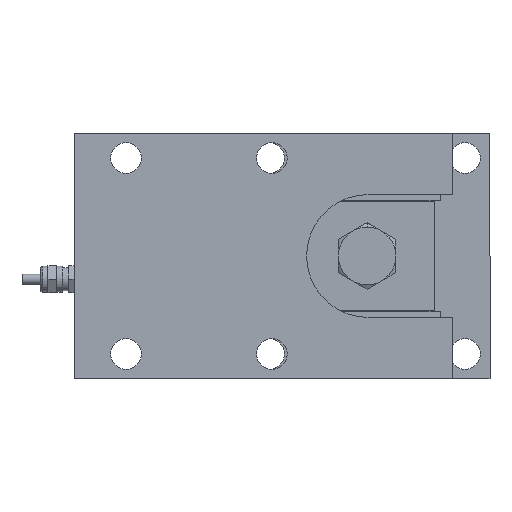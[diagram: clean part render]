
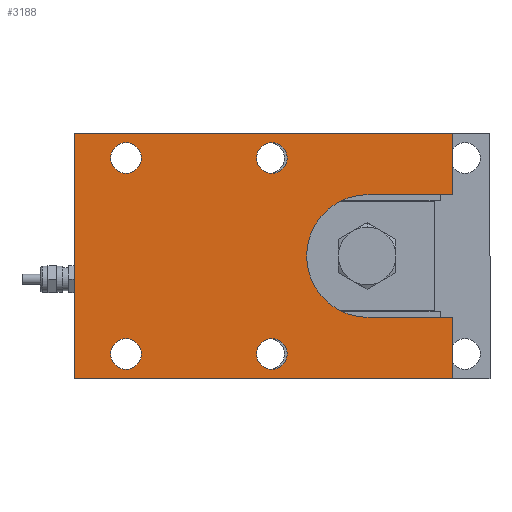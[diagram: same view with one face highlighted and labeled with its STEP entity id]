
A CAD part, front view. The second image highlights one B-rep face of the part: STEP entity #3188.
In plain terms, the highlighted planar face has unit normal (0, -1, 0).
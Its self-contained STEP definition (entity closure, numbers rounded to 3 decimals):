
#7 = DIRECTION ( 'NONE',  ( 0., 1., 0. ) ) ;
#80 = VECTOR ( 'NONE', #3588, 1000. ) ;
#85 = CARTESIAN_POINT ( 'NONE',  ( 102.9, 0., 43. ) ) ;
#86 = ORIENTED_EDGE ( 'NONE', *, *, #801, .F. ) ;
#285 = CIRCLE ( 'NONE', #4241, 8. ) ;
#292 = CIRCLE ( 'NONE', #3771, 8. ) ;
#297 = AXIS2_PLACEMENT_3D ( 'NONE', #2944, #1075, #2977 ) ;
#353 = DIRECTION ( 'NONE',  ( 0., 1., 0. ) ) ;
#371 = EDGE_LOOP ( 'NONE', ( #5401, #4809 ) ) ;
#399 = CARTESIAN_POINT ( 'NONE',  ( 102.9, 0., 51. ) ) ;
#438 = DIRECTION ( 'NONE',  ( 0., 0., 1. ) ) ;
#542 = CARTESIAN_POINT ( 'NONE',  ( 197., 0., 32. ) ) ;
#674 = VECTOR ( 'NONE', #2747, 1000. ) ;
#711 = EDGE_CURVE ( 'NONE', #4476, #1779, #292, .T. ) ;
#726 = LINE ( 'NONE', #2637, #5314 ) ;
#764 = CIRCLE ( 'NONE', #976, 8. ) ;
#801 = EDGE_CURVE ( 'NONE', #3206, #4613, #6141, .T. ) ;
#811 = DIRECTION ( 'NONE',  ( 0., 1., 0. ) ) ;
#822 = DIRECTION ( 'NONE',  ( 0., 0., -1. ) ) ;
#976 = AXIS2_PLACEMENT_3D ( 'NONE', #3673, #1428, #4779 ) ;
#983 = AXIS2_PLACEMENT_3D ( 'NONE', #399, #811, #1745 ) ;
#1001 = EDGE_LOOP ( 'NONE', ( #3122, #1699 ) ) ;
#1019 = LINE ( 'NONE', #3354, #2352 ) ;
#1075 = DIRECTION ( 'NONE',  ( 0., -1., 0. ) ) ;
#1112 = CARTESIAN_POINT ( 'NONE',  ( 0., 0., -64. ) ) ;
#1193 = CARTESIAN_POINT ( 'NONE',  ( 0., 0., -64. ) ) ;
#1250 = CARTESIAN_POINT ( 'NONE',  ( 153., 0., 32. ) ) ;
#1309 = VERTEX_POINT ( 'NONE', #6014 ) ;
#1341 = DIRECTION ( 'NONE',  ( 0., 0., 1. ) ) ;
#1428 = DIRECTION ( 'NONE',  ( 0., 1., 0. ) ) ;
#1439 = DIRECTION ( 'NONE',  ( 0., 0., 1. ) ) ;
#1470 = DIRECTION ( 'NONE',  ( 0., 1., 0. ) ) ;
#1540 = DIRECTION ( 'NONE',  ( 1., 0., 0. ) ) ;
#1545 = ORIENTED_EDGE ( 'NONE', *, *, #4524, .F. ) ;
#1576 = LINE ( 'NONE', #1636, #4526 ) ;
#1597 = LINE ( 'NONE', #1193, #80 ) ;
#1636 = CARTESIAN_POINT ( 'NONE',  ( 197., 0., -32. ) ) ;
#1699 = ORIENTED_EDGE ( 'NONE', *, *, #5867, .T. ) ;
#1716 = FACE_BOUND ( 'NONE', #5763, .T. ) ;
#1733 = DIRECTION ( 'NONE',  ( 0., 0., 1. ) ) ;
#1745 = DIRECTION ( 'NONE',  ( 0., 0., 1. ) ) ;
#1779 = VERTEX_POINT ( 'NONE', #1911 ) ;
#1792 = EDGE_CURVE ( 'NONE', #2930, #5903, #2180, .T. ) ;
#1911 = CARTESIAN_POINT ( 'NONE',  ( 102.9, 0., -59. ) ) ;
#2072 = EDGE_CURVE ( 'NONE', #2182, #1309, #2782, .T. ) ;
#2103 = ORIENTED_EDGE ( 'NONE', *, *, #711, .T. ) ;
#2126 = VERTEX_POINT ( 'NONE', #2599 ) ;
#2180 = CIRCLE ( 'NONE', #2878, 8. ) ;
#2182 = VERTEX_POINT ( 'NONE', #3493 ) ;
#2190 = FACE_BOUND ( 'NONE', #4389, .T. ) ;
#2226 = EDGE_CURVE ( 'NONE', #4984, #3111, #1597, .T. ) ;
#2251 = FACE_BOUND ( 'NONE', #1001, .T. ) ;
#2260 = VERTEX_POINT ( 'NONE', #2954 ) ;
#2315 = FACE_OUTER_BOUND ( 'NONE', #4669, .T. ) ;
#2342 = CARTESIAN_POINT ( 'NONE',  ( 102.9, 0., -43. ) ) ;
#2352 = VECTOR ( 'NONE', #4744, 1000. ) ;
#2450 = CARTESIAN_POINT ( 'NONE',  ( 102.9, 0., -51. ) ) ;
#2460 = EDGE_CURVE ( 'NONE', #5616, #3361, #4261, .T. ) ;
#2507 = ORIENTED_EDGE ( 'NONE', *, *, #3200, .T. ) ;
#2565 = VERTEX_POINT ( 'NONE', #2854 ) ;
#2599 = CARTESIAN_POINT ( 'NONE',  ( 197., 0., -32. ) ) ;
#2637 = CARTESIAN_POINT ( 'NONE',  ( 197., 0., -64. ) ) ;
#2685 = AXIS2_PLACEMENT_3D ( 'NONE', #3294, #5174, #2826 ) ;
#2747 = DIRECTION ( 'NONE',  ( -1., 0., 0. ) ) ;
#2770 = CARTESIAN_POINT ( 'NONE',  ( 27., 0., -51. ) ) ;
#2782 = CIRCLE ( 'NONE', #5929, 8. ) ;
#2826 = DIRECTION ( 'NONE',  ( 0., 0., 1. ) ) ;
#2854 = CARTESIAN_POINT ( 'NONE',  ( 197., 0., 64. ) ) ;
#2878 = AXIS2_PLACEMENT_3D ( 'NONE', #3837, #7, #438 ) ;
#2899 = DIRECTION ( 'NONE',  ( 0., 0., -1. ) ) ;
#2928 = LINE ( 'NONE', #542, #5999 ) ;
#2930 = VERTEX_POINT ( 'NONE', #85 ) ;
#2935 = CARTESIAN_POINT ( 'NONE',  ( 27., 0., -51. ) ) ;
#2944 = CARTESIAN_POINT ( 'NONE',  ( 153., 0., 0. ) ) ;
#2954 = CARTESIAN_POINT ( 'NONE',  ( 197., 0., -64. ) ) ;
#2958 = CARTESIAN_POINT ( 'NONE',  ( 197., 0., 64. ) ) ;
#2977 = DIRECTION ( 'NONE',  ( 0., 0., 1. ) ) ;
#2982 = CIRCLE ( 'NONE', #2685, 8. ) ;
#3111 = VERTEX_POINT ( 'NONE', #5863 ) ;
#3122 = ORIENTED_EDGE ( 'NONE', *, *, #2460, .T. ) ;
#3186 = CARTESIAN_POINT ( 'NONE',  ( 153., 0., 0. ) ) ;
#3188 = ADVANCED_FACE ( 'NONE', ( #5985, #1716, #2190, #2251, #2315 ), #4667, .F. ) ;
#3196 = ORIENTED_EDGE ( 'NONE', *, *, #3253, .F. ) ;
#3200 = EDGE_CURVE ( 'NONE', #5903, #2930, #6119, .T. ) ;
#3206 = VERTEX_POINT ( 'NONE', #3241 ) ;
#3241 = CARTESIAN_POINT ( 'NONE',  ( 153., 0., 32. ) ) ;
#3253 = EDGE_CURVE ( 'NONE', #6111, #3206, #5095, .T. ) ;
#3294 = CARTESIAN_POINT ( 'NONE',  ( 102.9, 0., -51. ) ) ;
#3354 = CARTESIAN_POINT ( 'NONE',  ( 0., 0., -64. ) ) ;
#3361 = VERTEX_POINT ( 'NONE', #3758 ) ;
#3485 = CARTESIAN_POINT ( 'NONE',  ( 153., 0., -32. ) ) ;
#3493 = CARTESIAN_POINT ( 'NONE',  ( 27., 0., -43. ) ) ;
#3576 = ORIENTED_EDGE ( 'NONE', *, *, #4934, .F. ) ;
#3588 = DIRECTION ( 'NONE',  ( 0., 0., 1. ) ) ;
#3591 = EDGE_CURVE ( 'NONE', #1309, #2182, #285, .T. ) ;
#3615 = DIRECTION ( 'NONE',  ( 0., 1., 0. ) ) ;
#3673 = CARTESIAN_POINT ( 'NONE',  ( 27., 0., 51. ) ) ;
#3758 = CARTESIAN_POINT ( 'NONE',  ( 27., 0., 43. ) ) ;
#3762 = EDGE_CURVE ( 'NONE', #1779, #4476, #2982, .T. ) ;
#3771 = AXIS2_PLACEMENT_3D ( 'NONE', #2450, #3615, #3927 ) ;
#3837 = CARTESIAN_POINT ( 'NONE',  ( 102.9, 0., 51. ) ) ;
#3927 = DIRECTION ( 'NONE',  ( 0., 0., 1. ) ) ;
#3956 = EDGE_CURVE ( 'NONE', #2126, #2260, #726, .T. ) ;
#4126 = VECTOR ( 'NONE', #5184, 1000. ) ;
#4190 = CARTESIAN_POINT ( 'NONE',  ( 197., 0., 32. ) ) ;
#4194 = DIRECTION ( 'NONE',  ( 0., 1., 0. ) ) ;
#4218 = CARTESIAN_POINT ( 'NONE',  ( 102.9, 0., 59. ) ) ;
#4241 = AXIS2_PLACEMENT_3D ( 'NONE', #2770, #5059, #5087 ) ;
#4261 = CIRCLE ( 'NONE', #5051, 8. ) ;
#4357 = ORIENTED_EDGE ( 'NONE', *, *, #4486, .F. ) ;
#4389 = EDGE_LOOP ( 'NONE', ( #2507, #5668 ) ) ;
#4448 = ORIENTED_EDGE ( 'NONE', *, *, #3956, .F. ) ;
#4476 = VERTEX_POINT ( 'NONE', #2342 ) ;
#4486 = EDGE_CURVE ( 'NONE', #2565, #6111, #2928, .T. ) ;
#4524 = EDGE_CURVE ( 'NONE', #3111, #2565, #4844, .T. ) ;
#4526 = VECTOR ( 'NONE', #1540, 1000. ) ;
#4593 = CARTESIAN_POINT ( 'NONE',  ( 27., 0., 51. ) ) ;
#4613 = VERTEX_POINT ( 'NONE', #3485 ) ;
#4667 = PLANE ( 'NONE',  #5723 ) ;
#4669 = EDGE_LOOP ( 'NONE', ( #4448, #3576, #86, #3196, #4357, #1545, #5637, #5562 ) ) ;
#4708 = ORIENTED_EDGE ( 'NONE', *, *, #3762, .T. ) ;
#4744 = DIRECTION ( 'NONE',  ( -1., 0., 0. ) ) ;
#4779 = DIRECTION ( 'NONE',  ( 0., 0., 1. ) ) ;
#4809 = ORIENTED_EDGE ( 'NONE', *, *, #3591, .T. ) ;
#4822 = EDGE_CURVE ( 'NONE', #2260, #4984, #1019, .T. ) ;
#4844 = LINE ( 'NONE', #2958, #4126 ) ;
#4934 = EDGE_CURVE ( 'NONE', #4613, #2126, #1576, .T. ) ;
#4978 = CARTESIAN_POINT ( 'NONE',  ( 27., 0., 59. ) ) ;
#4984 = VERTEX_POINT ( 'NONE', #1112 ) ;
#5051 = AXIS2_PLACEMENT_3D ( 'NONE', #4593, #353, #1733 ) ;
#5059 = DIRECTION ( 'NONE',  ( 0., 1., 0. ) ) ;
#5087 = DIRECTION ( 'NONE',  ( 0., 0., 1. ) ) ;
#5095 = LINE ( 'NONE', #1250, #674 ) ;
#5174 = DIRECTION ( 'NONE',  ( 0., 1., 0. ) ) ;
#5184 = DIRECTION ( 'NONE',  ( 1., 0., 0. ) ) ;
#5314 = VECTOR ( 'NONE', #822, 1000. ) ;
#5401 = ORIENTED_EDGE ( 'NONE', *, *, #2072, .T. ) ;
#5562 = ORIENTED_EDGE ( 'NONE', *, *, #4822, .F. ) ;
#5616 = VERTEX_POINT ( 'NONE', #4978 ) ;
#5637 = ORIENTED_EDGE ( 'NONE', *, *, #2226, .F. ) ;
#5668 = ORIENTED_EDGE ( 'NONE', *, *, #1792, .T. ) ;
#5723 = AXIS2_PLACEMENT_3D ( 'NONE', #3186, #4194, #1341 ) ;
#5763 = EDGE_LOOP ( 'NONE', ( #2103, #4708 ) ) ;
#5863 = CARTESIAN_POINT ( 'NONE',  ( 0., 0., 64. ) ) ;
#5867 = EDGE_CURVE ( 'NONE', #3361, #5616, #764, .T. ) ;
#5903 = VERTEX_POINT ( 'NONE', #4218 ) ;
#5929 = AXIS2_PLACEMENT_3D ( 'NONE', #2935, #1470, #1439 ) ;
#5985 = FACE_BOUND ( 'NONE', #371, .T. ) ;
#5999 = VECTOR ( 'NONE', #2899, 1000. ) ;
#6014 = CARTESIAN_POINT ( 'NONE',  ( 27., 0., -59. ) ) ;
#6111 = VERTEX_POINT ( 'NONE', #4190 ) ;
#6119 = CIRCLE ( 'NONE', #983, 8. ) ;
#6141 = CIRCLE ( 'NONE', #297, 32. ) ;
